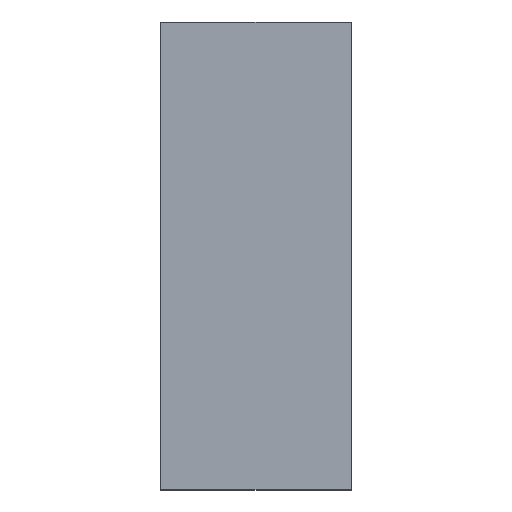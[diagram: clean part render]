
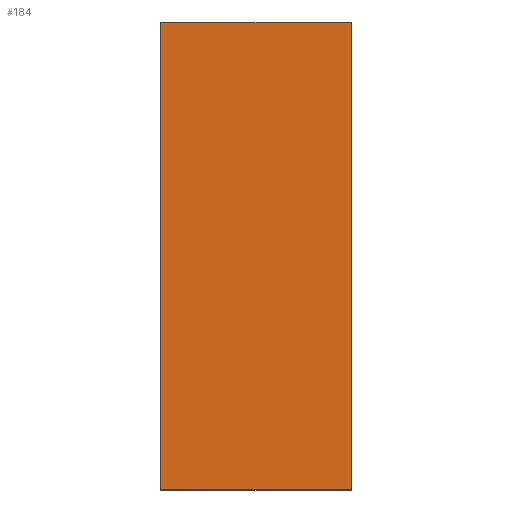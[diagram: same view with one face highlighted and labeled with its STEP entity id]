
A CAD part, top view. The second image highlights one B-rep face of the part: STEP entity #184.
In plain terms, the highlighted planar face has unit normal (0, 0, 1).
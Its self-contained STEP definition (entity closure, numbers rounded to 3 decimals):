
#3 = ORIENTED_EDGE ( 'NONE', *, *, #228, .F. ) ;
#4 = PLANE ( 'NONE',  #20 ) ;
#16 = LINE ( 'NONE', #210, #104 ) ;
#18 = CARTESIAN_POINT ( 'NONE',  ( -250., -540., 30. ) ) ;
#20 = AXIS2_PLACEMENT_3D ( 'NONE', #190, #193, #114 ) ;
#31 = VERTEX_POINT ( 'NONE', #18 ) ;
#43 = DIRECTION ( 'NONE',  ( 0., 1., 0. ) ) ;
#44 = VERTEX_POINT ( 'NONE', #149 ) ;
#61 = CARTESIAN_POINT ( 'NONE',  ( 250., 0., 30. ) ) ;
#65 = EDGE_LOOP ( 'NONE', ( #221, #3, #185, #68 ) ) ;
#66 = VECTOR ( 'NONE', #227, 1000. ) ;
#68 = ORIENTED_EDGE ( 'NONE', *, *, #126, .T. ) ;
#102 = LINE ( 'NONE', #154, #222 ) ;
#104 = VECTOR ( 'NONE', #116, 1000. ) ;
#110 = EDGE_CURVE ( 'NONE', #180, #179, #142, .T. ) ;
#114 = DIRECTION ( 'NONE',  ( -1., 0., 0. ) ) ;
#116 = DIRECTION ( 'NONE',  ( -1., 0., 0. ) ) ;
#126 = EDGE_CURVE ( 'NONE', #179, #44, #16, .T. ) ;
#142 = LINE ( 'NONE', #61, #197 ) ;
#149 = CARTESIAN_POINT ( 'NONE',  ( -250., 690., 30. ) ) ;
#152 = CARTESIAN_POINT ( 'NONE',  ( 250., 690., 30. ) ) ;
#154 = CARTESIAN_POINT ( 'NONE',  ( -250., 0., 30. ) ) ;
#175 = LINE ( 'NONE', #206, #66 ) ;
#177 = DIRECTION ( 'NONE',  ( 0., -1., 0. ) ) ;
#179 = VERTEX_POINT ( 'NONE', #152 ) ;
#180 = VERTEX_POINT ( 'NONE', #195 ) ;
#184 = ADVANCED_FACE ( 'NONE', ( #226 ), #4, .F. ) ;
#185 = ORIENTED_EDGE ( 'NONE', *, *, #110, .T. ) ;
#190 = CARTESIAN_POINT ( 'NONE',  ( 0., 0., 30. ) ) ;
#193 = DIRECTION ( 'NONE',  ( 0., 0., -1. ) ) ;
#195 = CARTESIAN_POINT ( 'NONE',  ( 250., -540., 30. ) ) ;
#197 = VECTOR ( 'NONE', #43, 1000. ) ;
#206 = CARTESIAN_POINT ( 'NONE',  ( -250., -540., 30. ) ) ;
#208 = EDGE_CURVE ( 'NONE', #44, #31, #102, .T. ) ;
#210 = CARTESIAN_POINT ( 'NONE',  ( -310., 690., 30. ) ) ;
#221 = ORIENTED_EDGE ( 'NONE', *, *, #208, .T. ) ;
#222 = VECTOR ( 'NONE', #177, 1000. ) ;
#226 = FACE_OUTER_BOUND ( 'NONE', #65, .T. ) ;
#227 = DIRECTION ( 'NONE',  ( -1., 0., 0. ) ) ;
#228 = EDGE_CURVE ( 'NONE', #180, #31, #175, .T. ) ;
